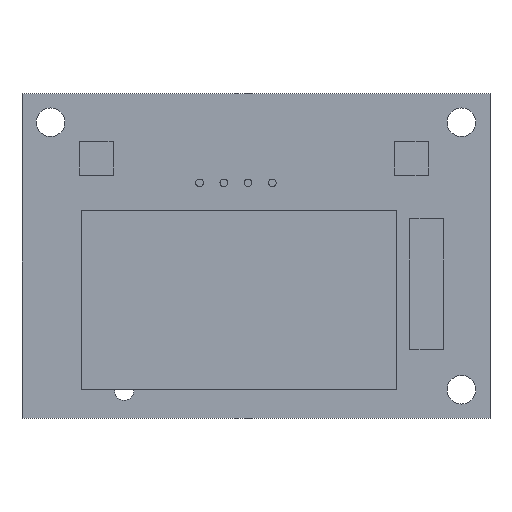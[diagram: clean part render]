
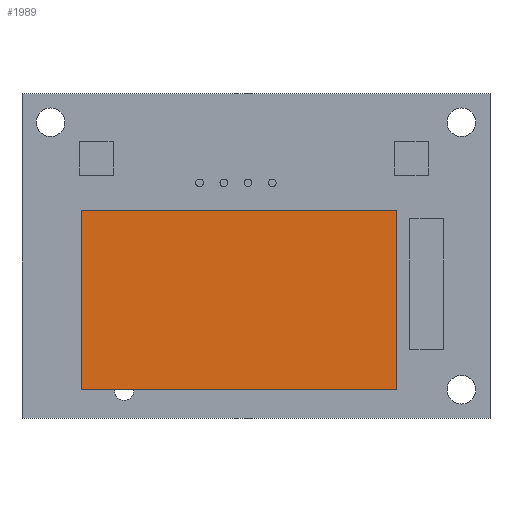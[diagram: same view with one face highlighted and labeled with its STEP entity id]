
A CAD part, top view. The second image highlights one B-rep face of the part: STEP entity #1989.
In plain terms, the highlighted planar face has unit normal (0, 0, 1).
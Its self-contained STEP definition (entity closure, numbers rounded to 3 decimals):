
#241=PLANE('',#2286);
#337=FACE_OUTER_BOUND('',#529,.T.);
#529=EDGE_LOOP('',(#1751,#1752,#1753,#1754));
#653=LINE('',#3340,#797);
#656=LINE('',#3346,#800);
#659=LINE('',#3352,#803);
#662=LINE('',#3356,#806);
#797=VECTOR('',#2797,10.);
#800=VECTOR('',#2802,10.);
#803=VECTOR('',#2807,10.);
#806=VECTOR('',#2812,10.);
#1065=VERTEX_POINT('',#3337);
#1066=VERTEX_POINT('',#3339);
#1068=VERTEX_POINT('',#3345);
#1070=VERTEX_POINT('',#3351);
#1293=EDGE_CURVE('',#1066,#1065,#653,.T.);
#1296=EDGE_CURVE('',#1068,#1066,#656,.T.);
#1299=EDGE_CURVE('',#1070,#1068,#659,.T.);
#1302=EDGE_CURVE('',#1065,#1070,#662,.T.);
#1751=ORIENTED_EDGE('',*,*,#1302,.T.);
#1752=ORIENTED_EDGE('',*,*,#1299,.T.);
#1753=ORIENTED_EDGE('',*,*,#1296,.T.);
#1754=ORIENTED_EDGE('',*,*,#1293,.T.);
#1989=ADVANCED_FACE('',(#337),#241,.T.);
#2286=AXIS2_PLACEMENT_3D('',#3357,#2813,#2814);
#2797=DIRECTION('',(-1.,0.,0.));
#2802=DIRECTION('',(0.,1.,0.));
#2807=DIRECTION('',(1.,0.,0.));
#2812=DIRECTION('',(0.,-1.,0.));
#2813=DIRECTION('center_axis',(0.,0.,1.));
#2814=DIRECTION('ref_axis',(1.,0.,0.));
#3337=CARTESIAN_POINT('',(-0.5,21.89,0.1));
#3339=CARTESIAN_POINT('',(32.5,21.89,0.1));
#3340=CARTESIAN_POINT('',(32.5,21.89,0.1));
#3345=CARTESIAN_POINT('',(32.5,3.11,0.1));
#3346=CARTESIAN_POINT('',(32.5,3.11,0.1));
#3351=CARTESIAN_POINT('',(-0.5,3.11,0.1));
#3352=CARTESIAN_POINT('',(-0.5,3.11,0.1));
#3356=CARTESIAN_POINT('',(-0.5,21.89,0.1));
#3357=CARTESIAN_POINT('Origin',(16.,12.5,0.1));
